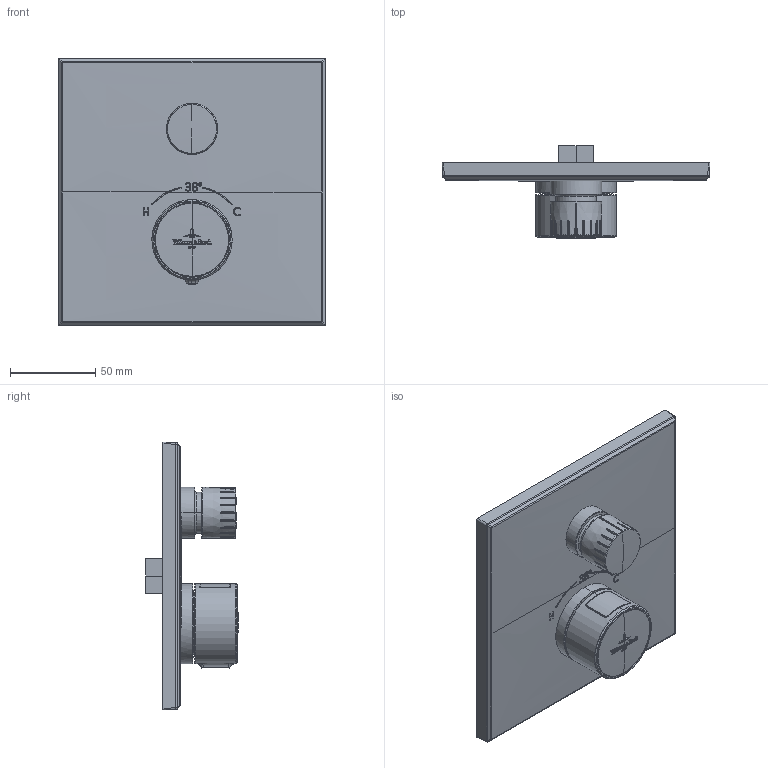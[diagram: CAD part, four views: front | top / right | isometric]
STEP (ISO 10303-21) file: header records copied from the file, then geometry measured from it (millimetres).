
FILE_DESCRIPTION((''),'2;1');
FILE_NAME('TVS000039000_3DPL','2025-01-22T15:37:21',('HristovG'),('IDEAL STANDARD BVBA'),'CREO PARAMETRIC BY PTC INC, 2024253','CREO PARAMETRIC BY PTC INC, 2024253','');
FILE_SCHEMA(('AP242_MANAGED_MODEL_BASED_3D_ENGINEERING_MIM_LF { 1 0 10303 442 1 1 4 }'));
Length unit declared in the file: millimetre
Products named in the file (1): TVS000039000_3DPL
Bounding box: 157 x 53.99 x 157 mm (x, y, z)
Volume: 329986.1 mm3; surface area: 66346.9 mm2
Topology: 25 solids, 28 shells, 664 faces, 1659 edges, 1058 vertices
Faces by surface type: plane 241, bspline 174, extrusion 100, cylinder 85, cone 34, torus 18, sphere 12
Entity records: 32827 total; most frequent: CARTESIAN_POINT 15285, ORIENTED_EDGE 3296, DIRECTION 2257, EDGE_CURVE 1654, VERTEX_POINT 1058, VECTOR 881, LINE 781, EDGE_LOOP 699
